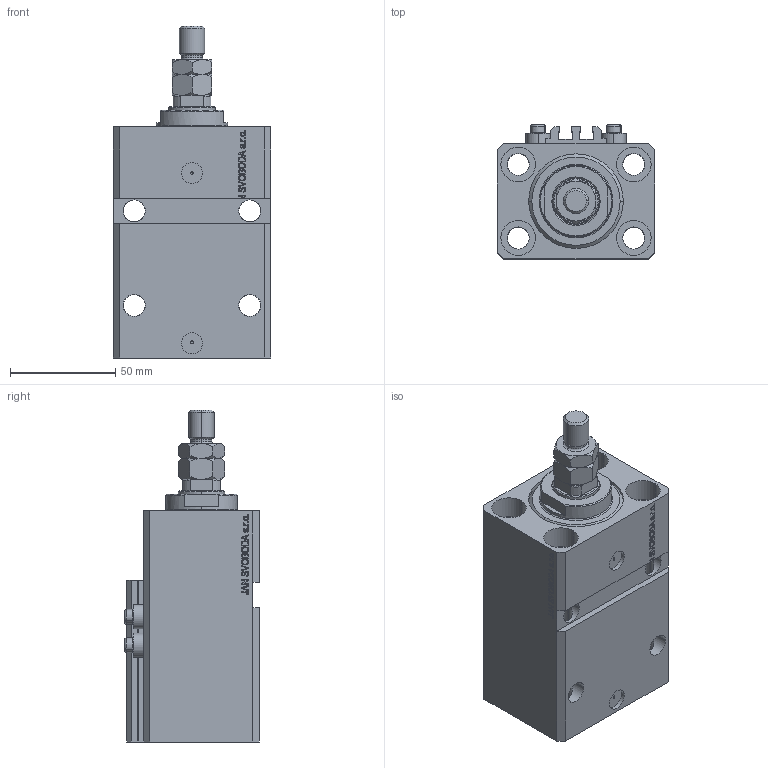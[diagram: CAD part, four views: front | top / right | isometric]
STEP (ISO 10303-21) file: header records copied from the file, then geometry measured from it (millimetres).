
FILE_DESCRIPTION (( 'STEP AP203' ), '1' );
FILE_NAME ('0537.STEP', '2023-10-07T23:42:07', ( '' ), ( '' ), 'SwSTEP 2.0', 'SolidWorks 2019', '' );
FILE_SCHEMA (( 'CONFIG_CONTROL_DESIGN' ));
Length unit declared in the file: millimetre
Products named in the file (6): MTA 5506e417364dddc4e31fc0b7f6ff5ea5; V250CE_E_Body 5506e417364dddc4e31fc0b7f6ff5ea5; ALLEN BOLT V250CE 5506e417364dddc4e31fc0b7f6ff5ea5; 0537; V250CE_VC_E 5506e417364dddc4e31fc0b7f6ff5ea5; V250CE_C_VCP 5506e417364dddc4e31fc0b7f6ff5ea5
Assembly tree (8 placements, depth 2):
  0537
    V250CE_E_Body 5506e417364dddc4e31fc0b7f6ff5ea5
    ALLEN BOLT V250CE 5506e417364dddc4e31fc0b7f6ff5ea5  x4
    V250CE_C_VCP 5506e417364dddc4e31fc0b7f6ff5ea5
    V250CE_VC_E 5506e417364dddc4e31fc0b7f6ff5ea5
    MTA 5506e417364dddc4e31fc0b7f6ff5ea5
Bounding box: 75 x 64 x 158 mm (x, y, z)
Volume: 388312.8 mm3; surface area: 97959.8 mm2
Topology: 9 solids, 9 shells, 1133 faces, 2810 edges, 1801 vertices
Faces by surface type: plane 529, bspline 354, cylinder 150, cone 84, torus 16
Entity records: 48949 total; most frequent: CARTESIAN_POINT 25362, ORIENTED_EDGE 5310, DIRECTION 3533, EDGE_CURVE 2655, VERTEX_POINT 1717, LINE 1561, VECTOR 1561, EDGE_LOOP 1194
